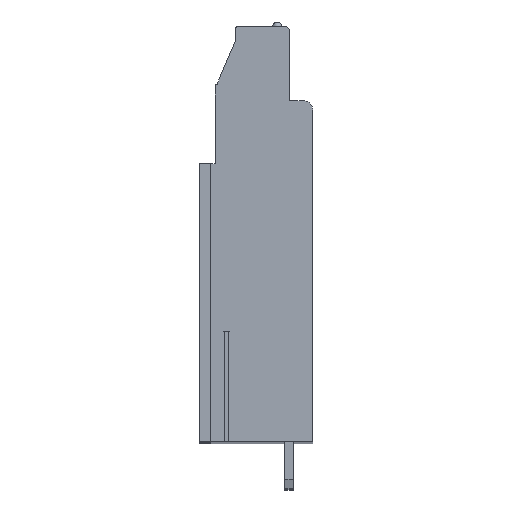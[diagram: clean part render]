
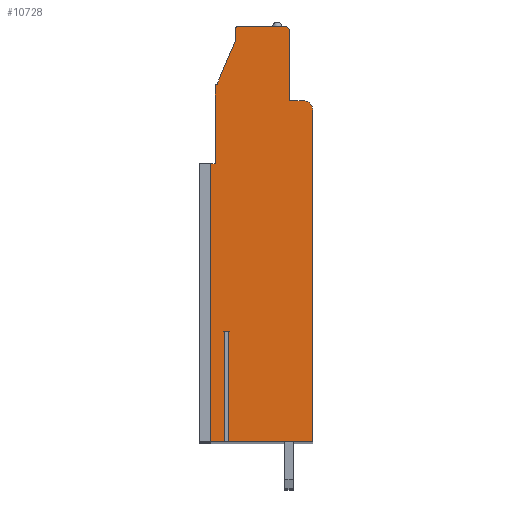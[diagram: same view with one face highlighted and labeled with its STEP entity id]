
A CAD part, top view. The second image highlights one B-rep face of the part: STEP entity #10728.
In plain terms, the highlighted planar face has unit normal (0, 0, 1).
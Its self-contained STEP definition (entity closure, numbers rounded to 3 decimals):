
#13=DIRECTION('',(0.,1.,0.));
#14=VECTOR('',#13,30.);
#15=CARTESIAN_POINT('',(-5.16,-17.199,104.14));
#16=LINE('',#15,#14);
#17=DIRECTION('',(-1.,0.,0.));
#18=VECTOR('',#17,0.5);
#19=CARTESIAN_POINT('',(-4.66,12.801,104.14));
#20=LINE('',#19,#18);
#21=DIRECTION('',(0.,-1.,0.));
#22=VECTOR('',#21,8.4);
#23=CARTESIAN_POINT('',(-4.66,21.201,104.14));
#24=LINE('',#23,#22);
#25=CARTESIAN_POINT('',(-4.46,21.201,104.14));
#26=DIRECTION('',(0.,0.,1.));
#27=DIRECTION('',(0.,1.,0.));
#28=AXIS2_PLACEMENT_3D('',#25,#26,#27);
#30=DIRECTION('',(-0.392,-0.92,0.));
#31=VECTOR('',#30,5.108);
#32=CARTESIAN_POINT('',(-2.46,26.101,104.14));
#33=LINE('',#32,#31);
#34=DIRECTION('',(0.,-1.,0.));
#35=VECTOR('',#34,1.2);
#36=CARTESIAN_POINT('',(-2.46,27.301,104.14));
#37=LINE('',#36,#35);
#38=CARTESIAN_POINT('',(-2.16,27.301,104.14));
#39=DIRECTION('',(0.,0.,1.));
#40=DIRECTION('',(0.,1.,0.));
#41=AXIS2_PLACEMENT_3D('',#38,#39,#40);
#43=DIRECTION('',(-1.,0.,0.));
#44=VECTOR('',#43,5.);
#45=CARTESIAN_POINT('',(2.84,27.601,104.14));
#46=LINE('',#45,#44);
#47=CARTESIAN_POINT('',(2.84,27.101,104.14));
#48=DIRECTION('',(0.,0.,1.));
#49=DIRECTION('',(1.,0.,0.));
#50=AXIS2_PLACEMENT_3D('',#47,#48,#49);
#52=DIRECTION('',(0.,1.,0.));
#53=VECTOR('',#52,7.5);
#54=CARTESIAN_POINT('',(3.34,19.601,104.14));
#55=LINE('',#54,#53);
#56=DIRECTION('',(-1.,0.,0.));
#57=VECTOR('',#56,1.5);
#58=CARTESIAN_POINT('',(4.84,19.601,104.14));
#59=LINE('',#58,#57);
#60=CARTESIAN_POINT('',(4.84,18.601,104.14));
#61=DIRECTION('',(0.,0.,1.));
#62=DIRECTION('',(1.,0.,0.));
#63=AXIS2_PLACEMENT_3D('',#60,#61,#62);
#65=DIRECTION('',(0.,1.,0.));
#66=VECTOR('',#65,35.8);
#67=CARTESIAN_POINT('',(5.84,-17.199,104.14));
#68=LINE('',#67,#66);
#69=DIRECTION('',(1.,0.,0.));
#70=VECTOR('',#69,9.11);
#71=CARTESIAN_POINT('',(-3.27,-17.199,104.14));
#72=LINE('',#71,#70);
#73=DIRECTION('',(0.,1.,0.));
#74=VECTOR('',#73,11.95);
#75=CARTESIAN_POINT('',(-3.27,-17.199,104.14));
#76=LINE('',#75,#74);
#77=DIRECTION('',(-1.,0.,0.));
#78=VECTOR('',#77,0.38);
#79=CARTESIAN_POINT('',(-3.27,-5.249,104.14));
#80=LINE('',#79,#78);
#81=DIRECTION('',(0.,1.,0.));
#82=VECTOR('',#81,11.95);
#83=CARTESIAN_POINT('',(-3.65,-17.199,104.14));
#84=LINE('',#83,#82);
#85=DIRECTION('',(1.,0.,0.));
#86=VECTOR('',#85,1.51);
#87=CARTESIAN_POINT('',(-5.16,-17.199,104.14));
#88=LINE('',#87,#86);
#8239=CARTESIAN_POINT('',(5.84,-17.199,104.14));
#8240=CARTESIAN_POINT('',(5.84,18.601,104.14));
#8241=VERTEX_POINT('',#8239);
#8242=VERTEX_POINT('',#8240);
#8243=CARTESIAN_POINT('',(4.84,19.601,104.14));
#8244=VERTEX_POINT('',#8243);
#8245=CARTESIAN_POINT('',(3.34,19.601,104.14));
#8246=VERTEX_POINT('',#8245);
#8247=CARTESIAN_POINT('',(3.34,27.101,104.14));
#8248=VERTEX_POINT('',#8247);
#8249=CARTESIAN_POINT('',(2.84,27.601,104.14));
#8250=VERTEX_POINT('',#8249);
#8251=CARTESIAN_POINT('',(-2.16,27.601,104.14));
#8252=VERTEX_POINT('',#8251);
#8253=CARTESIAN_POINT('',(-2.46,27.301,104.14));
#8254=VERTEX_POINT('',#8253);
#8255=CARTESIAN_POINT('',(-2.46,26.101,104.14));
#8256=VERTEX_POINT('',#8255);
#8257=CARTESIAN_POINT('',(-4.46,21.401,104.14));
#8258=VERTEX_POINT('',#8257);
#8259=CARTESIAN_POINT('',(-4.66,21.201,104.14));
#8260=VERTEX_POINT('',#8259);
#8261=CARTESIAN_POINT('',(-4.66,12.801,104.14));
#8262=VERTEX_POINT('',#8261);
#8375=CARTESIAN_POINT('',(-3.27,-5.249,104.14));
#8376=CARTESIAN_POINT('',(-3.65,-5.249,104.14));
#8377=VERTEX_POINT('',#8375);
#8378=VERTEX_POINT('',#8376);
#8379=CARTESIAN_POINT('',(-3.27,-17.199,104.14));
#8380=VERTEX_POINT('',#8379);
#8381=CARTESIAN_POINT('',(-3.65,-17.199,104.14));
#8382=VERTEX_POINT('',#8381);
#8391=CARTESIAN_POINT('',(-5.16,-17.199,104.14));
#8392=CARTESIAN_POINT('',(-5.16,12.801,104.14));
#8393=VERTEX_POINT('',#8391);
#8394=VERTEX_POINT('',#8392);
#10685=CARTESIAN_POINT('',(0.,0.,104.14));
#10686=DIRECTION('',(0.,0.,1.));
#10687=DIRECTION('',(1.,0.,0.));
#10688=AXIS2_PLACEMENT_3D('',#10685,#10686,#10687);
#10689=PLANE('',#10688);
#10691=ORIENTED_EDGE('',*,*,#10690,.T.);
#10693=ORIENTED_EDGE('',*,*,#10692,.F.);
#10695=ORIENTED_EDGE('',*,*,#10694,.F.);
#10697=ORIENTED_EDGE('',*,*,#10696,.F.);
#10699=ORIENTED_EDGE('',*,*,#10698,.F.);
#10701=ORIENTED_EDGE('',*,*,#10700,.F.);
#10703=ORIENTED_EDGE('',*,*,#10702,.F.);
#10705=ORIENTED_EDGE('',*,*,#10704,.F.);
#10707=ORIENTED_EDGE('',*,*,#10706,.F.);
#10709=ORIENTED_EDGE('',*,*,#10708,.F.);
#10711=ORIENTED_EDGE('',*,*,#10710,.F.);
#10713=ORIENTED_EDGE('',*,*,#10712,.F.);
#10715=ORIENTED_EDGE('',*,*,#10714,.F.);
#10717=ORIENTED_EDGE('',*,*,#10716,.F.);
#10719=ORIENTED_EDGE('',*,*,#10718,.T.);
#10721=ORIENTED_EDGE('',*,*,#10720,.T.);
#10723=ORIENTED_EDGE('',*,*,#10722,.F.);
#10725=ORIENTED_EDGE('',*,*,#10724,.F.);
#10726=EDGE_LOOP('',(#10691,#10693,#10695,#10697,#10699,#10701,#10703,#10705,
#10707,#10709,#10711,#10713,#10715,#10717,#10719,#10721,#10723,#10725));
#10727=FACE_OUTER_BOUND('',#10726,.F.);
#29=CIRCLE('',#28,0.2);
#42=CIRCLE('',#41,0.3);
#51=CIRCLE('',#50,0.5);
#64=CIRCLE('',#63,1.);
#10690=EDGE_CURVE('',#8393,#8394,#16,.T.);
#10692=EDGE_CURVE('',#8262,#8394,#20,.T.);
#10694=EDGE_CURVE('',#8260,#8262,#24,.T.);
#10696=EDGE_CURVE('',#8258,#8260,#29,.T.);
#10698=EDGE_CURVE('',#8256,#8258,#33,.T.);
#10700=EDGE_CURVE('',#8254,#8256,#37,.T.);
#10702=EDGE_CURVE('',#8252,#8254,#42,.T.);
#10704=EDGE_CURVE('',#8250,#8252,#46,.T.);
#10706=EDGE_CURVE('',#8248,#8250,#51,.T.);
#10708=EDGE_CURVE('',#8246,#8248,#55,.T.);
#10710=EDGE_CURVE('',#8244,#8246,#59,.T.);
#10712=EDGE_CURVE('',#8242,#8244,#64,.T.);
#10714=EDGE_CURVE('',#8241,#8242,#68,.T.);
#10716=EDGE_CURVE('',#8380,#8241,#72,.T.);
#10718=EDGE_CURVE('',#8380,#8377,#76,.T.);
#10720=EDGE_CURVE('',#8377,#8378,#80,.T.);
#10722=EDGE_CURVE('',#8382,#8378,#84,.T.);
#10724=EDGE_CURVE('',#8393,#8382,#88,.T.);
#10728=ADVANCED_FACE('',(#10727),#10689,.T.);
